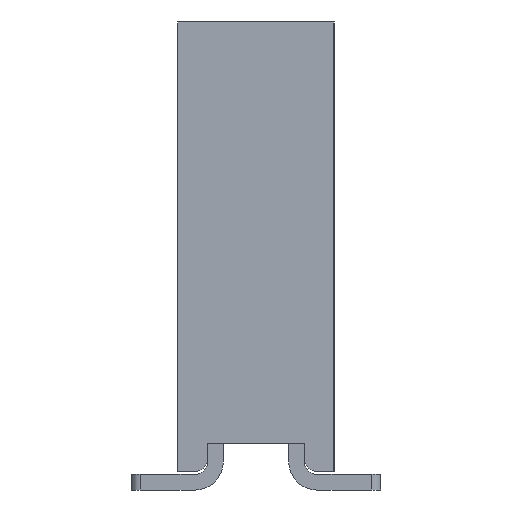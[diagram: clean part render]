
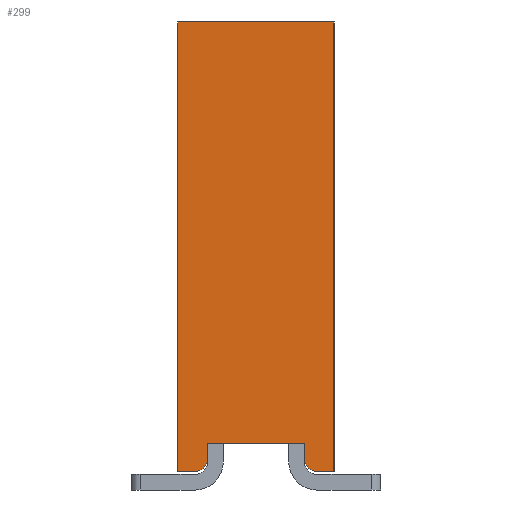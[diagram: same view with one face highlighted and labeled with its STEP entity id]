
A CAD part, left-side view. The second image highlights one B-rep face of the part: STEP entity #299.
In plain terms, the highlighted planar face has unit normal (-1, 0, 0).
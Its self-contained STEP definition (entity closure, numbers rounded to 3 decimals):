
#100=CIRCLE('',#7708,0.2);
#101=CIRCLE('',#7709,0.2);
#299=ADVANCED_FACE('',(#1025),#695,.T.);
#695=PLANE('',#7710);
#1025=FACE_OUTER_BOUND('',#1437,.T.);
#1437=EDGE_LOOP('',(#2140,#2141,#2142,#2143,#2144,#2145,#2146,#2147,#2148,
#2149));
#2140=ORIENTED_EDGE('',*,*,#4899,.T.);
#2141=ORIENTED_EDGE('',*,*,#4972,.T.);
#2142=ORIENTED_EDGE('',*,*,#4892,.T.);
#2143=ORIENTED_EDGE('',*,*,#4896,.F.);
#2144=ORIENTED_EDGE('',*,*,#4878,.F.);
#2145=ORIENTED_EDGE('',*,*,#4973,.T.);
#2146=ORIENTED_EDGE('',*,*,#4974,.T.);
#2147=ORIENTED_EDGE('',*,*,#4970,.T.);
#2148=ORIENTED_EDGE('',*,*,#4968,.T.);
#2149=ORIENTED_EDGE('',*,*,#4975,.F.);
#4159=VERTEX_POINT('',#10615);
#4160=VERTEX_POINT('',#10617);
#4168=VERTEX_POINT('',#10638);
#4171=VERTEX_POINT('',#10643);
#4176=VERTEX_POINT('',#10657);
#4177=VERTEX_POINT('',#10659);
#4243=VERTEX_POINT('',#10792);
#4245=VERTEX_POINT('',#10796);
#4247=VERTEX_POINT('',#10802);
#4248=VERTEX_POINT('',#10807);
#4878=EDGE_CURVE('',#4159,#4160,#5964,.T.);
#4892=EDGE_CURVE('',#4168,#4171,#5978,.T.);
#4896=EDGE_CURVE('',#4160,#4171,#5982,.T.);
#4899=EDGE_CURVE('',#4177,#4176,#5985,.T.);
#4968=EDGE_CURVE('',#4243,#4245,#6054,.T.);
#4970=EDGE_CURVE('',#4247,#4243,#6056,.T.);
#4972=EDGE_CURVE('',#4176,#4168,#100,.T.);
#4973=EDGE_CURVE('',#4159,#4248,#101,.T.);
#4974=EDGE_CURVE('',#4248,#4247,#6058,.T.);
#4975=EDGE_CURVE('',#4177,#4245,#6059,.T.);
#5964=LINE('',#10616,#6918);
#5978=LINE('',#10644,#6932);
#5982=LINE('',#10651,#6936);
#5985=LINE('',#10658,#6939);
#6054=LINE('',#10797,#7008);
#6056=LINE('',#10801,#7010);
#6058=LINE('',#10808,#7012);
#6059=LINE('',#10809,#7013);
#6918=VECTOR('',#8459,1.);
#6932=VECTOR('',#8477,1.);
#6936=VECTOR('',#8483,1.);
#6939=VECTOR('',#8488,1.);
#7008=VECTOR('',#8559,1.);
#7010=VECTOR('',#8563,1.);
#7012=VECTOR('',#8571,1.);
#7013=VECTOR('',#8572,1.);
#7708=AXIS2_PLACEMENT_3D('',#10805,#8567,#8568);
#7709=AXIS2_PLACEMENT_3D('',#10806,#8569,#8570);
#7710=AXIS2_PLACEMENT_3D('',#10810,#8573,#8574);
#8459=DIRECTION('',(0.,0.,1.));
#8477=DIRECTION('',(0.,0.,1.));
#8483=DIRECTION('',(0.,1.,0.));
#8488=DIRECTION('',(0.,-1.,0.));
#8559=DIRECTION('',(0.,1.,0.));
#8563=DIRECTION('',(0.,0.,1.));
#8567=DIRECTION('',(-1.,0.,0.));
#8568=DIRECTION('',(0.,0.,1.));
#8569=DIRECTION('',(-1.,0.,0.));
#8570=DIRECTION('',(0.,0.,1.));
#8571=DIRECTION('',(0.,-1.,0.));
#8572=DIRECTION('',(0.,0.,1.));
#8573=DIRECTION('',(-1.,0.,0.));
#8574=DIRECTION('',(0.,0.,1.));
#10615=CARTESIAN_POINT('',(0.,0.475,0.2));
#10616=CARTESIAN_POINT('',(0.,0.475,0.45));
#10617=CARTESIAN_POINT('',(0.,0.475,0.45));
#10638=CARTESIAN_POINT('',(0.,2.025,0.2));
#10643=CARTESIAN_POINT('',(0.,2.025,0.45));
#10644=CARTESIAN_POINT('',(0.,2.025,0.45));
#10651=CARTESIAN_POINT('',(0.,0.475,0.45));
#10657=CARTESIAN_POINT('',(0.,2.225,0.));
#10658=CARTESIAN_POINT('',(0.,1.25,0.));
#10659=CARTESIAN_POINT('',(0.,2.5,0.));
#10792=CARTESIAN_POINT('',(0.,0.,7.2));
#10796=CARTESIAN_POINT('',(0.,2.5,7.2));
#10797=CARTESIAN_POINT('',(0.,1.25,7.2));
#10801=CARTESIAN_POINT('',(0.,0.,0.));
#10802=CARTESIAN_POINT('',(0.,0.,0.));
#10805=CARTESIAN_POINT('',(0.,2.225,0.2));
#10806=CARTESIAN_POINT('',(0.,0.275,0.2));
#10807=CARTESIAN_POINT('',(0.,0.275,0.));
#10808=CARTESIAN_POINT('',(0.,1.25,0.));
#10809=CARTESIAN_POINT('',(0.,2.5,0.));
#10810=CARTESIAN_POINT('',(0.,1.25,0.));
